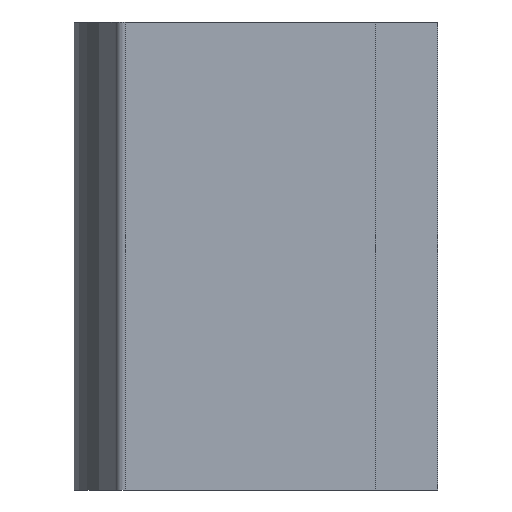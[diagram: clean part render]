
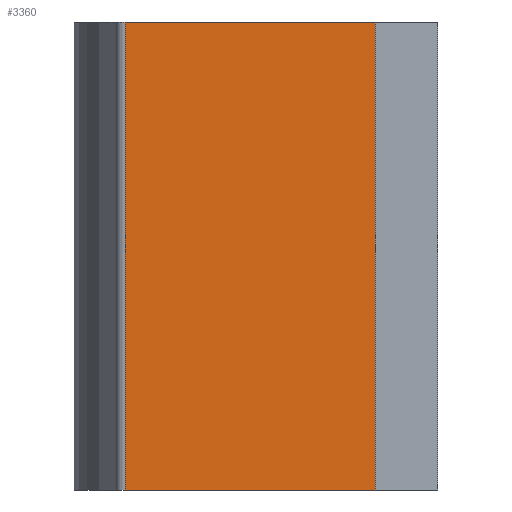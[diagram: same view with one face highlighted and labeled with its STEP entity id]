
A CAD part, left-side view. The second image highlights one B-rep face of the part: STEP entity #3360.
In plain terms, the highlighted planar face has unit normal (-1, 0, 0).
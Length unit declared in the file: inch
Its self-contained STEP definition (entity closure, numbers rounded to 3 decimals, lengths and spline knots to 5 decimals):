
#35 = CARTESIAN_POINT ( 'NONE',  ( -1.1875, 0., 1.40625 ) ) ;
#36 = FACE_OUTER_BOUND ( 'NONE', #3299, .T. ) ;
#42 = VECTOR ( 'NONE', #2648, 39.37008 ) ;
#330 = ORIENTED_EDGE ( 'NONE', *, *, #6052, .F. ) ;
#643 = CARTESIAN_POINT ( 'NONE',  ( -1.1875, -0.812, -1.99568 ) ) ;
#1013 = LINE ( 'NONE', #2372, #4589 ) ;
#1243 = VERTEX_POINT ( 'NONE', #3895 ) ;
#1580 = VERTEX_POINT ( 'NONE', #3806 ) ;
#1770 = DIRECTION ( 'NONE',  ( 0., 1., 0. ) ) ;
#2109 = LINE ( 'NONE', #4037, #42 ) ;
#2144 = CARTESIAN_POINT ( 'NONE',  ( -1.1875, 0.691, -1.40625 ) ) ;
#2183 = VECTOR ( 'NONE', #3907, 39.37008 ) ;
#2372 = CARTESIAN_POINT ( 'NONE',  ( -1.1875, 0., -1.40625 ) ) ;
#2560 = LINE ( 'NONE', #643, #2183 ) ;
#2608 = ORIENTED_EDGE ( 'NONE', *, *, #5979, .T. ) ;
#2648 = DIRECTION ( 'NONE',  ( 0., 0., -1. ) ) ;
#2752 = PLANE ( 'NONE',  #5959 ) ;
#3204 = VERTEX_POINT ( 'NONE', #5529 ) ;
#3205 = EDGE_CURVE ( 'NONE', #1580, #4918, #2109, .T. ) ;
#3299 = EDGE_LOOP ( 'NONE', ( #2608, #3816, #330, #3461 ) ) ;
#3360 = ADVANCED_FACE ( 'NONE', ( #36 ), #2752, .F. ) ;
#3461 = ORIENTED_EDGE ( 'NONE', *, *, #3897, .T. ) ;
#3678 = DIRECTION ( 'NONE',  ( 1., 0., 0. ) ) ;
#3713 = CARTESIAN_POINT ( 'NONE',  ( -1.1875, 0., -1.40625 ) ) ;
#3806 = CARTESIAN_POINT ( 'NONE',  ( -1.1875, 0.691, 1.40625 ) ) ;
#3816 = ORIENTED_EDGE ( 'NONE', *, *, #3205, .T. ) ;
#3826 = DIRECTION ( 'NONE',  ( 0., 1., 0. ) ) ;
#3895 = CARTESIAN_POINT ( 'NONE',  ( -1.1875, -0.812, -1.40625 ) ) ;
#3897 = EDGE_CURVE ( 'NONE', #1243, #3204, #2560, .T. ) ;
#3907 = DIRECTION ( 'NONE',  ( 0., 0., 1. ) ) ;
#4037 = CARTESIAN_POINT ( 'NONE',  ( -1.1875, 0.691, -1.40625 ) ) ;
#4589 = VECTOR ( 'NONE', #4734, 39.37008 ) ;
#4732 = LINE ( 'NONE', #35, #4880 ) ;
#4734 = DIRECTION ( 'NONE',  ( 0., 1., 0. ) ) ;
#4880 = VECTOR ( 'NONE', #3826, 39.37008 ) ;
#4918 = VERTEX_POINT ( 'NONE', #2144 ) ;
#5529 = CARTESIAN_POINT ( 'NONE',  ( -1.1875, -0.812, 1.40625 ) ) ;
#5959 = AXIS2_PLACEMENT_3D ( 'NONE', #3713, #3678, #1770 ) ;
#5979 = EDGE_CURVE ( 'NONE', #3204, #1580, #4732, .T. ) ;
#6052 = EDGE_CURVE ( 'NONE', #1243, #4918, #1013, .T. ) ;
